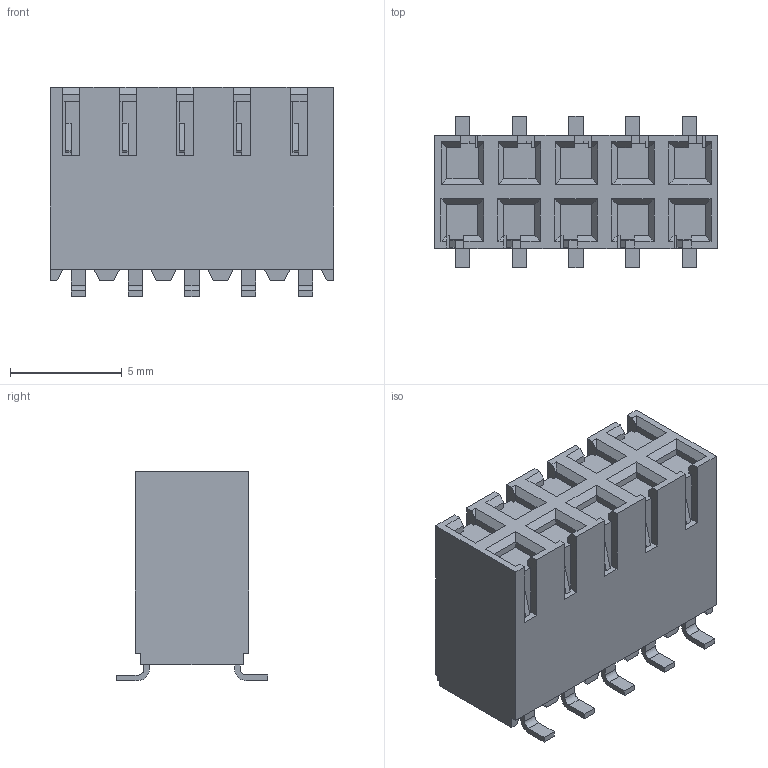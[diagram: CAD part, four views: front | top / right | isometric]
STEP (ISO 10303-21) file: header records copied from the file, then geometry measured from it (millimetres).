
FILE_DESCRIPTION((''),'2;1');
FILE_NAME('015453110','2016-12-06T',('ksrinivasara'),(''),'PRO/ENGINEER BY PARAMETRIC TECHNOLOGY CORPORATION, 2012310','PRO/ENGINEER BY PARAMETRIC TECHNOLOGY CORPORATION, 2012310','');
FILE_SCHEMA(('CONFIG_CONTROL_DESIGN'));
Length unit declared in the file: inch
Products named in the file (1): 015453110
Bounding box: 12.67 x 6.76 x 9.35 mm (x, y, z)
Volume: 510.7 mm3; surface area: 542.5 mm2
Topology: 1 solids, 1 shells, 334 faces, 944 edges, 626 vertices
Faces by surface type: plane 309, cylinder 20, bspline 5
Entity records: 10647 total; most frequent: CARTESIAN_POINT 1980, ORIENTED_EDGE 1808, DIRECTION 1644, VECTOR 904, LINE 904, EDGE_CURVE 904, VERTEX_POINT 586, AXIS2_PLACEMENT_3D 370
